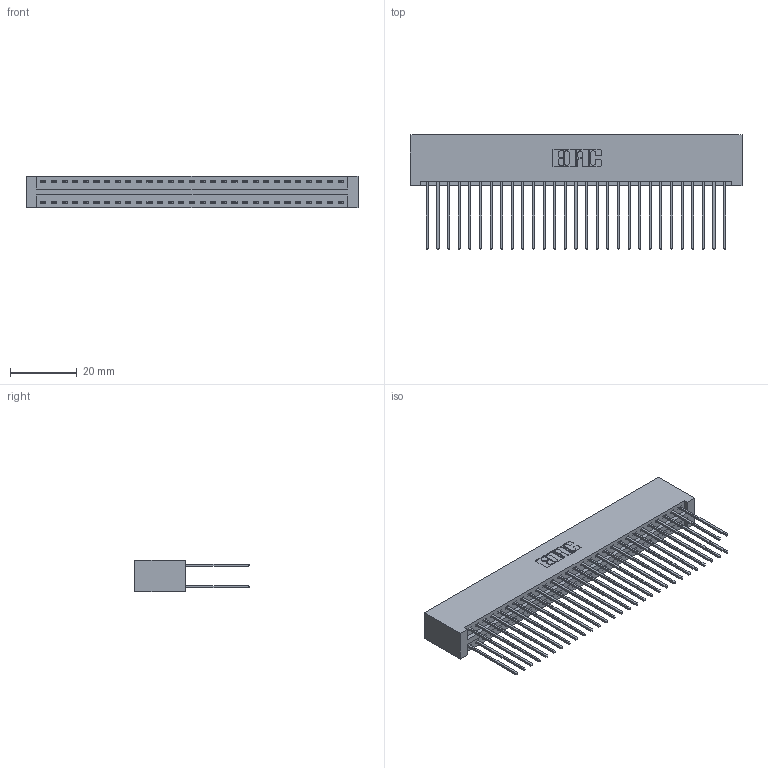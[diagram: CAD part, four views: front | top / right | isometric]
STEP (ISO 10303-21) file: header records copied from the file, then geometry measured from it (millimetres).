
FILE_DESCRIPTION (( 'STEP AP203' ), '1' );
FILE_NAME ('346-058-541-201.STEP', '2018-08-28T04:18:05', ( '' ), ( '' ), 'SwSTEP 2.0', 'SolidWorks 2016', '' );
FILE_SCHEMA (( 'CONFIG_CONTROL_DESIGN' ));
Length unit declared in the file: inch
Products named in the file (3): 346 Part_No Mounting Lugs; 345-292-001_345-293-141; 346-058-541-201
Assembly tree (59 placements, depth 2):
  346-058-541-201
    346 Part_No Mounting Lugs
    345-292-001_345-293-141  x58
Bounding box: 99.31 x 34.29 x 9.4 mm (x, y, z)
Volume: 10489.4 mm3; surface area: 15973.1 mm2
Topology: 59 solids, 59 shells, 3130 faces, 9295 edges, 6118 vertices
Faces by surface type: plane 2102, cylinder 1028
Entity records: 20417 total; most frequent: CARTESIAN_POINT 3380, ORIENTED_EDGE 3314, DIRECTION 3025, EDGE_CURVE 1657, LINE 1417, VECTOR 1417, VERTEX_POINT 1102, AXIS2_PLACEMENT_3D 804
